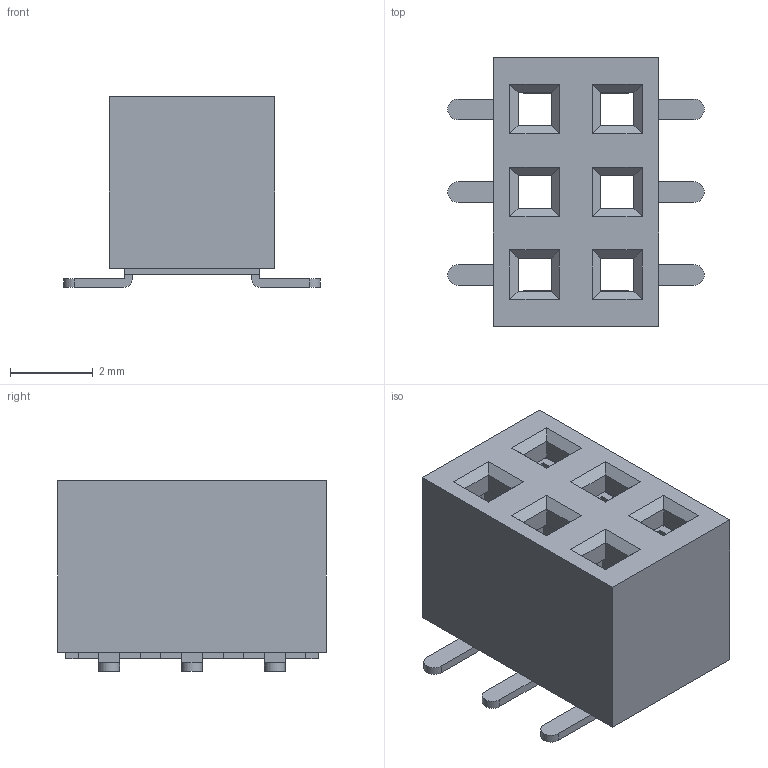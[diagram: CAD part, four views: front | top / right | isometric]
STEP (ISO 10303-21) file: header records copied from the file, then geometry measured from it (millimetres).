
FILE_DESCRIPTION(/* description */ ('Unknown'),/* implementation_level */ '2;1');
FILE_NAME(/* name */ 'J_Wurth_WR-PHD_621006242921',/* time_stamp */ '2025-04-25T15:14:20+08:00',/* author */ ('Unknown'),/* organization */ ('Unknown'),/* preprocessor_version */ 'ST-DEVELOPER v19.4',/* originating_system */ 'Solid Edge',/* authorisation */ 'Unknown');
FILE_SCHEMA (('AUTOMOTIVE_DESIGN {1 0 10303 214 3 1 1}'));
Length unit declared in the file: millimetre
Products named in the file (2): J_Wurth_WR-PHD_621006242921
Assembly tree (1 placements, depth 2):
  J_Wurth_WR-PHD_621006242921
    J_Wurth_WR-PHD_621006242921
Bounding box: 6.2 x 6.5 x 4.6 mm (x, y, z)
Volume: 78.3 mm3; surface area: 417.7 mm2
Topology: 7 solids, 7 shells, 515 faces, 1386 edges, 886 vertices
Faces by surface type: plane 353, cylinder 150, bspline 12
Entity records: 16332 total; most frequent: CARTESIAN_POINT 3245, ORIENTED_EDGE 2772, DIRECTION 2630, EDGE_CURVE 1386, LINE 1044, VECTOR 1044, VERTEX_POINT 886, AXIS2_PLACEMENT_3D 793
